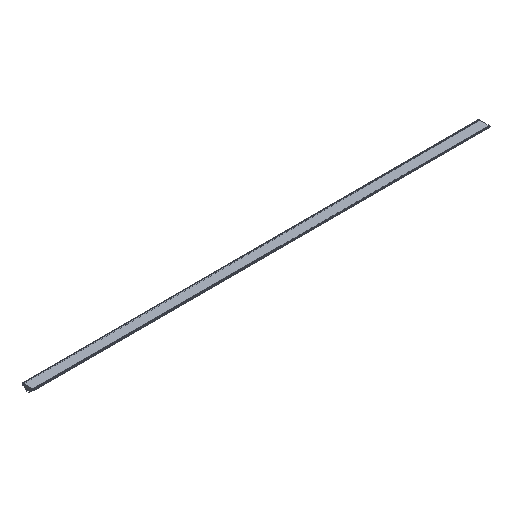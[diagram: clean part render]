
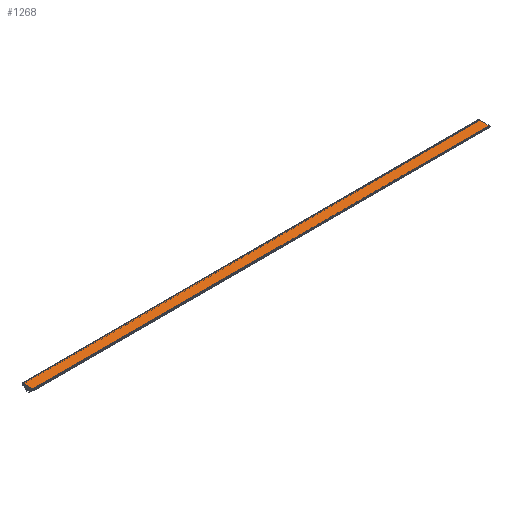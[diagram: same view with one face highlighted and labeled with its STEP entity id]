
A CAD part, isometric view. The second image highlights one B-rep face of the part: STEP entity #1268.
In plain terms, the highlighted planar face has unit normal (0, 0, 1).
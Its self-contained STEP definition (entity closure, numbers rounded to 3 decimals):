
#11 = CARTESIAN_POINT ( 'NONE',  ( -588.75, 13.15, 14.1 ) ) ;
#90 = DIRECTION ( 'NONE',  ( 1., 0., 0. ) ) ;
#91 = CARTESIAN_POINT ( 'NONE',  ( 588.75, 13.15, 14.1 ) ) ;
#107 = CARTESIAN_POINT ( 'NONE',  ( 615.055, -12.85, 14.1 ) ) ;
#182 = VERTEX_POINT ( 'NONE', #1760 ) ;
#184 = VECTOR ( 'NONE', #90, 1000. ) ;
#357 = VECTOR ( 'NONE', #2527, 1000. ) ;
#452 = DIRECTION ( 'NONE',  ( 0., 1., 0. ) ) ;
#547 = CARTESIAN_POINT ( 'NONE',  ( -588.75, 12.85, 14.1 ) ) ;
#576 = VERTEX_POINT ( 'NONE', #547 ) ;
#736 = FACE_OUTER_BOUND ( 'NONE', #1781, .T. ) ;
#787 = VECTOR ( 'NONE', #452, 1000. ) ;
#906 = AXIS2_PLACEMENT_3D ( 'NONE', #2586, #2367, #2326 ) ;
#915 = CARTESIAN_POINT ( 'NONE',  ( -588.75, -12.85, 14.1 ) ) ;
#916 = VERTEX_POINT ( 'NONE', #915 ) ;
#968 = ORIENTED_EDGE ( 'NONE', *, *, #1870, .F. ) ;
#1094 = LINE ( 'NONE', #107, #184 ) ;
#1268 = ADVANCED_FACE ( 'NONE', ( #736 ), #1762, .F. ) ;
#1296 = EDGE_CURVE ( 'NONE', #182, #1488, #1948, .T. ) ;
#1470 = LINE ( 'NONE', #11, #787 ) ;
#1488 = VERTEX_POINT ( 'NONE', #1793 ) ;
#1516 = EDGE_CURVE ( 'NONE', #916, #182, #1094, .T. ) ;
#1552 = ORIENTED_EDGE ( 'NONE', *, *, #2109, .T. ) ;
#1760 = CARTESIAN_POINT ( 'NONE',  ( 588.75, -12.85, 14.1 ) ) ;
#1762 = PLANE ( 'NONE',  #906 ) ;
#1781 = EDGE_LOOP ( 'NONE', ( #1968, #1552, #968, #2452 ) ) ;
#1793 = CARTESIAN_POINT ( 'NONE',  ( 588.75, 12.85, 14.1 ) ) ;
#1870 = EDGE_CURVE ( 'NONE', #916, #576, #1470, .T. ) ;
#1948 = LINE ( 'NONE', #91, #357 ) ;
#1968 = ORIENTED_EDGE ( 'NONE', *, *, #1296, .T. ) ;
#2006 = CARTESIAN_POINT ( 'NONE',  ( 615.055, 12.85, 14.1 ) ) ;
#2071 = VECTOR ( 'NONE', #2422, 1000. ) ;
#2109 = EDGE_CURVE ( 'NONE', #1488, #576, #2593, .T. ) ;
#2326 = DIRECTION ( 'NONE',  ( 0., 1., 0. ) ) ;
#2367 = DIRECTION ( 'NONE',  ( 0., 0., -1. ) ) ;
#2422 = DIRECTION ( 'NONE',  ( -1., 0., 0. ) ) ;
#2452 = ORIENTED_EDGE ( 'NONE', *, *, #1516, .T. ) ;
#2527 = DIRECTION ( 'NONE',  ( 0., 1., 0. ) ) ;
#2586 = CARTESIAN_POINT ( 'NONE',  ( 615.055, 13.15, 14.1 ) ) ;
#2593 = LINE ( 'NONE', #2006, #2071 ) ;
